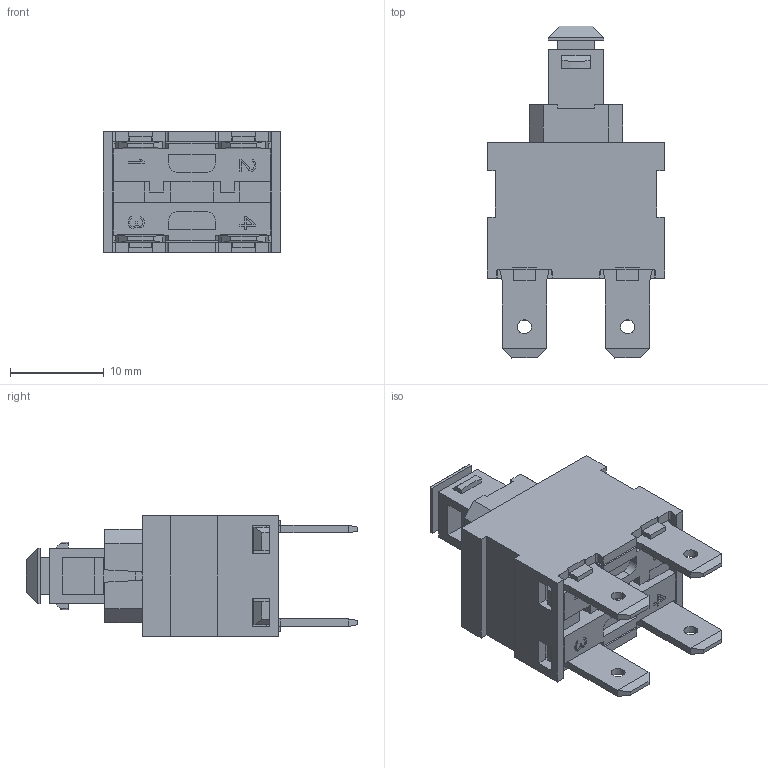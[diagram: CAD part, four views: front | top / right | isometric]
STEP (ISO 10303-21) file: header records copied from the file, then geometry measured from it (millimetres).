
FILE_DESCRIPTION (( 'STEP AP214' ), '1' );
FILE_NAME ('H8251AA.STEP', '2017-01-10T11:22:20', ( 'CTAYLOR' ), ( '' ), 'SwSTEP 2.0', 'SolidWorks 2016', '' );
FILE_SCHEMA (( 'AUTOMOTIVE_DESIGN' ));
Length unit declared in the file: millimetre
Products named in the file (1): H8251AA
Bounding box: 18.9 x 35.4 x 12.9 mm (x, y, z)
Volume: 3855.8 mm3; surface area: 3126.3 mm2
Topology: 1 solids, 1 shells, 455 faces, 1309 edges, 858 vertices
Faces by surface type: plane 428, cylinder 27
Entity records: 14684 total; most frequent: CARTESIAN_POINT 2632, ORIENTED_EDGE 2618, DIRECTION 2269, EDGE_CURVE 1309, LINE 1255, VECTOR 1255, VERTEX_POINT 858, AXIS2_PLACEMENT_3D 507
